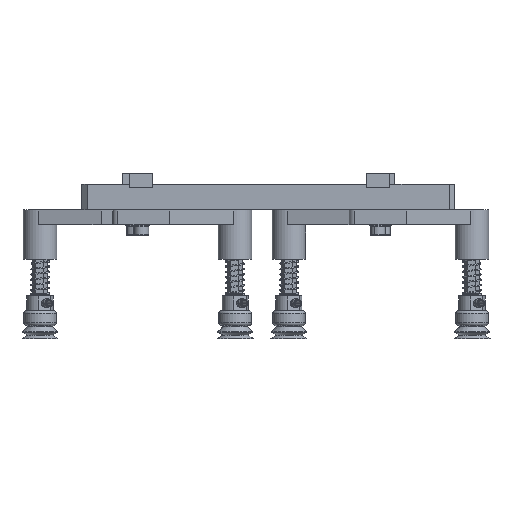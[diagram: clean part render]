
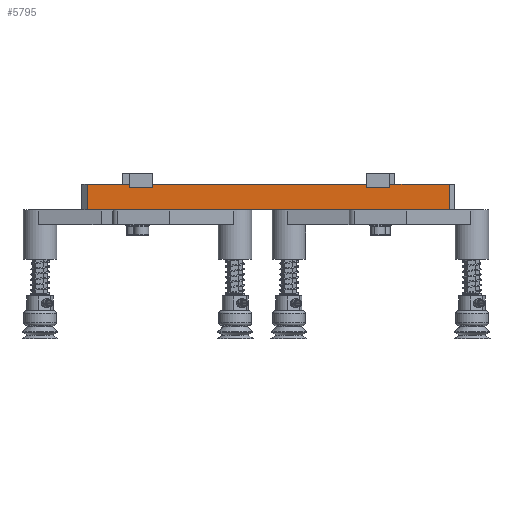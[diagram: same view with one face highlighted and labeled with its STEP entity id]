
A CAD part, left-side view. The second image highlights one B-rep face of the part: STEP entity #5795.
In plain terms, the highlighted planar face has unit normal (-1, 0, 0).
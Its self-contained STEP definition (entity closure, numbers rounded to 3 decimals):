
#69 = CARTESIAN_POINT ( 'NONE',  ( -77.5, 100., 13.5 ) ) ;
#74 = DIRECTION ( 'NONE',  ( 0., 1., 0. ) ) ;
#166 = DIRECTION ( 'NONE',  ( 0., 0., 1. ) ) ;
#186 = CARTESIAN_POINT ( 'NONE',  ( -77.5, -97., 13.5 ) ) ;
#300 = DIRECTION ( 'NONE',  ( 0., 0., -1. ) ) ;
#343 = CARTESIAN_POINT ( 'NONE',  ( -77.5, 97., -0.3 ) ) ;
#2077 = EDGE_CURVE ( 'NONE', #5619, #5604, #3953, .T. ) ;
#2117 = EDGE_CURVE ( 'NONE', #5538, #5619, #3985, .T. ) ;
#2167 = EDGE_CURVE ( 'NONE', #5604, #5537, #4086, .T. ) ;
#3947 = VECTOR ( 'NONE', #74, 1000. ) ;
#3953 = LINE ( 'NONE', #69, #3947 ) ;
#3985 = LINE ( 'NONE', #186, #4006 ) ;
#4006 = VECTOR ( 'NONE', #166, 1000. ) ;
#4086 = LINE ( 'NONE', #343, #4089 ) ;
#4089 = VECTOR ( 'NONE', #300, 1000. ) ;
#4687 = AXIS2_PLACEMENT_3D ( 'NONE', #13224, #13207, #13236 ) ;
#5537 = VERTEX_POINT ( 'NONE', #11432 ) ;
#5538 = VERTEX_POINT ( 'NONE', #11454 ) ;
#5604 = VERTEX_POINT ( 'NONE', #11508 ) ;
#5619 = VERTEX_POINT ( 'NONE', #11524 ) ;
#5795 = ADVANCED_FACE ( 'NONE', ( #11976 ), #13213, .T. ) ;
#7336 = EDGE_LOOP ( 'NONE', ( #10256, #10316, #10212, #10249 ) ) ;
#8895 = EDGE_CURVE ( 'NONE', #5537, #5538, #20454, .T. ) ;
#10212 = ORIENTED_EDGE ( 'NONE', *, *, #2077, .T. ) ;
#10249 = ORIENTED_EDGE ( 'NONE', *, *, #2167, .T. ) ;
#10256 = ORIENTED_EDGE ( 'NONE', *, *, #8895, .T. ) ;
#10316 = ORIENTED_EDGE ( 'NONE', *, *, #2117, .T. ) ;
#11432 = CARTESIAN_POINT ( 'NONE',  ( -77.5, 97., -0.3 ) ) ;
#11454 = CARTESIAN_POINT ( 'NONE',  ( -77.5, -97., -0.3 ) ) ;
#11508 = CARTESIAN_POINT ( 'NONE',  ( -77.5, 97., 13.5 ) ) ;
#11524 = CARTESIAN_POINT ( 'NONE',  ( -77.5, -97., 13.5 ) ) ;
#11976 = FACE_OUTER_BOUND ( 'NONE', #7336, .T. ) ;
#13207 = DIRECTION ( 'NONE',  ( -1., 0., 0. ) ) ;
#13213 = PLANE ( 'NONE',  #4687 ) ;
#13224 = CARTESIAN_POINT ( 'NONE',  ( -77.5, -100., -0.3 ) ) ;
#13236 = DIRECTION ( 'NONE',  ( 0., -1., 0. ) ) ;
#19783 = CARTESIAN_POINT ( 'NONE',  ( -77.5, 100., -0.3 ) ) ;
#19794 = DIRECTION ( 'NONE',  ( 0., -1., 0. ) ) ;
#20426 = VECTOR ( 'NONE', #19794, 1000. ) ;
#20454 = LINE ( 'NONE', #19783, #20426 ) ;
